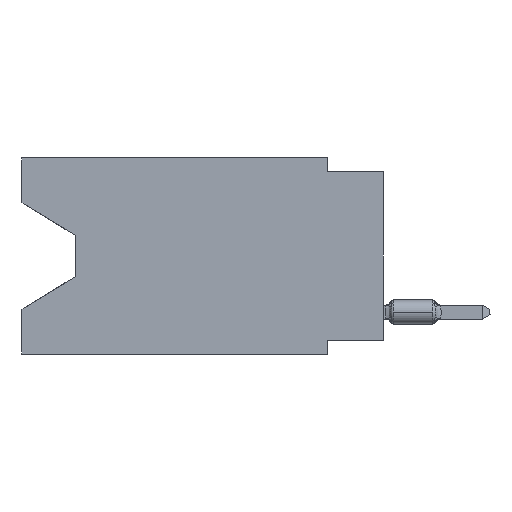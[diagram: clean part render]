
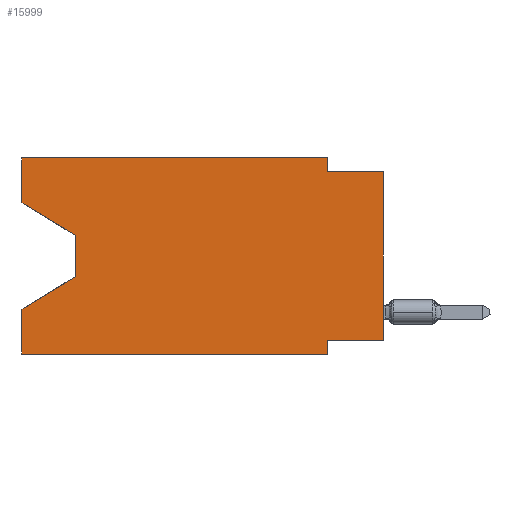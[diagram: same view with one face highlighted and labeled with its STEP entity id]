
A CAD part, left-side view. The second image highlights one B-rep face of the part: STEP entity #15999.
In plain terms, the highlighted planar face has unit normal (-1, 0, 0).
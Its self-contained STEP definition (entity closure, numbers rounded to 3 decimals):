
#416 = ORIENTED_EDGE ( 'NONE', *, *, #13359, .F. ) ;
#744 = EDGE_CURVE ( 'NONE', #4316, #21834, #20274, .T. ) ;
#994 = ORIENTED_EDGE ( 'NONE', *, *, #37781, .F. ) ;
#2626 = VERTEX_POINT ( 'NONE', #39996 ) ;
#3006 = CARTESIAN_POINT ( 'NONE',  ( 0., 0., 0. ) ) ;
#4316 = VERTEX_POINT ( 'NONE', #15804 ) ;
#4688 = CARTESIAN_POINT ( 'NONE',  ( 0., 2.54, 0. ) ) ;
#4747 = AXIS2_PLACEMENT_3D ( 'NONE', #17580, #45246, #14035 ) ;
#5283 = DIRECTION ( 'NONE',  ( 0., -0.855, -0.519 ) ) ;
#6419 = DIRECTION ( 'NONE',  ( 0., 0., 1. ) ) ;
#7013 = EDGE_CURVE ( 'NONE', #4316, #25218, #13530, .T. ) ;
#7635 = CARTESIAN_POINT ( 'NONE',  ( 0., 0., -8.255 ) ) ;
#8152 = VECTOR ( 'NONE', #6419, 1000. ) ;
#8246 = LINE ( 'NONE', #4688, #9145 ) ;
#8411 = CARTESIAN_POINT ( 'NONE',  ( 0., 16.383, 0. ) ) ;
#9145 = VECTOR ( 'NONE', #11319, 1000. ) ;
#9327 = CARTESIAN_POINT ( 'NONE',  ( 0., 16.383, -6.852 ) ) ;
#9490 = CARTESIAN_POINT ( 'NONE',  ( 0., 13.97, -3.505 ) ) ;
#10071 = VECTOR ( 'NONE', #40456, 1000. ) ;
#11319 = DIRECTION ( 'NONE',  ( 0., 0., -1. ) ) ;
#11438 = LINE ( 'NONE', #43298, #29557 ) ;
#11808 = CARTESIAN_POINT ( 'NONE',  ( 0., 16.383, 0. ) ) ;
#12723 = VERTEX_POINT ( 'NONE', #20718 ) ;
#12835 = EDGE_CURVE ( 'NONE', #17318, #2626, #35342, .T. ) ;
#13359 = EDGE_CURVE ( 'NONE', #14998, #2626, #11438, .T. ) ;
#13530 = LINE ( 'NONE', #42305, #8152 ) ;
#13991 = LINE ( 'NONE', #11808, #20228 ) ;
#14035 = DIRECTION ( 'NONE',  ( 0., 0., -1. ) ) ;
#14998 = VERTEX_POINT ( 'NONE', #36975 ) ;
#15547 = CARTESIAN_POINT ( 'NONE',  ( 0., 13.97, -3.505 ) ) ;
#15804 = CARTESIAN_POINT ( 'NONE',  ( 0., 16.383, -8.89 ) ) ;
#15999 = ADVANCED_FACE ( 'NONE', ( #41942 ), #38158, .F. ) ;
#16040 = CARTESIAN_POINT ( 'NONE',  ( 0., 16.383, -8.89 ) ) ;
#16569 = LINE ( 'NONE', #23630, #29939 ) ;
#16793 = CARTESIAN_POINT ( 'NONE',  ( 0., 2.54, -8.255 ) ) ;
#16860 = CARTESIAN_POINT ( 'NONE',  ( 0., 16.383, -2.038 ) ) ;
#17318 = VERTEX_POINT ( 'NONE', #42888 ) ;
#17396 = ORIENTED_EDGE ( 'NONE', *, *, #24483, .T. ) ;
#17412 = DIRECTION ( 'NONE',  ( 0., 0., 1. ) ) ;
#17580 = CARTESIAN_POINT ( 'NONE',  ( 0., 16.383, 0. ) ) ;
#17875 = VECTOR ( 'NONE', #5283, 1000. ) ;
#18681 = VECTOR ( 'NONE', #28385, 1000. ) ;
#20228 = VECTOR ( 'NONE', #37035, 1000. ) ;
#20274 = LINE ( 'NONE', #16040, #27381 ) ;
#20718 = CARTESIAN_POINT ( 'NONE',  ( 0., 13.97, -5.385 ) ) ;
#21650 = EDGE_CURVE ( 'NONE', #41116, #22625, #13991, .T. ) ;
#21834 = VERTEX_POINT ( 'NONE', #45962 ) ;
#22625 = VERTEX_POINT ( 'NONE', #26311 ) ;
#22642 = EDGE_CURVE ( 'NONE', #44340, #21834, #39243, .T. ) ;
#23630 = CARTESIAN_POINT ( 'NONE',  ( 0., 13.97, -5.385 ) ) ;
#23697 = LINE ( 'NONE', #16860, #17875 ) ;
#24150 = CARTESIAN_POINT ( 'NONE',  ( 0., 2.54, -8.89 ) ) ;
#24317 = VECTOR ( 'NONE', #17412, 1000. ) ;
#24483 = EDGE_CURVE ( 'NONE', #27014, #12723, #31211, .T. ) ;
#24559 = ORIENTED_EDGE ( 'NONE', *, *, #22642, .F. ) ;
#25218 = VERTEX_POINT ( 'NONE', #9327 ) ;
#25560 = VECTOR ( 'NONE', #34050, 1000. ) ;
#26311 = CARTESIAN_POINT ( 'NONE',  ( 0., 2.54, 0. ) ) ;
#26779 = VECTOR ( 'NONE', #43323, 1000. ) ;
#27014 = VERTEX_POINT ( 'NONE', #15547 ) ;
#27381 = VECTOR ( 'NONE', #34188, 1000. ) ;
#28385 = DIRECTION ( 'NONE',  ( 0., 0., -1. ) ) ;
#28916 = EDGE_CURVE ( 'NONE', #17318, #44340, #29125, .T. ) ;
#29125 = LINE ( 'NONE', #7635, #10071 ) ;
#29166 = LINE ( 'NONE', #40261, #26779 ) ;
#29557 = VECTOR ( 'NONE', #36682, 1000. ) ;
#29939 = VECTOR ( 'NONE', #41575, 1000. ) ;
#30252 = EDGE_CURVE ( 'NONE', #36919, #41116, #29166, .T. ) ;
#30490 = ORIENTED_EDGE ( 'NONE', *, *, #45026, .T. ) ;
#30965 = ORIENTED_EDGE ( 'NONE', *, *, #28916, .F. ) ;
#31211 = LINE ( 'NONE', #9490, #25560 ) ;
#31362 = ORIENTED_EDGE ( 'NONE', *, *, #30252, .F. ) ;
#32412 = CARTESIAN_POINT ( 'NONE',  ( 0., 16.383, -2.038 ) ) ;
#34050 = DIRECTION ( 'NONE',  ( 0., 0., -1. ) ) ;
#34188 = DIRECTION ( 'NONE',  ( 0., -1., 0. ) ) ;
#34944 = ORIENTED_EDGE ( 'NONE', *, *, #744, .T. ) ;
#35316 = ORIENTED_EDGE ( 'NONE', *, *, #7013, .F. ) ;
#35342 = LINE ( 'NONE', #3006, #24317 ) ;
#36682 = DIRECTION ( 'NONE',  ( 0., -1., 0. ) ) ;
#36903 = ORIENTED_EDGE ( 'NONE', *, *, #12835, .T. ) ;
#36919 = VERTEX_POINT ( 'NONE', #32412 ) ;
#36975 = CARTESIAN_POINT ( 'NONE',  ( 0., 2.54, -0.635 ) ) ;
#37035 = DIRECTION ( 'NONE',  ( 0., -1., 0. ) ) ;
#37781 = EDGE_CURVE ( 'NONE', #22625, #14998, #8246, .T. ) ;
#38092 = ORIENTED_EDGE ( 'NONE', *, *, #21650, .F. ) ;
#38158 = PLANE ( 'NONE',  #4747 ) ;
#39034 = EDGE_LOOP ( 'NONE', ( #30490, #17396, #43658, #35316, #34944, #24559, #30965, #36903, #416, #994, #38092, #31362 ) ) ;
#39243 = LINE ( 'NONE', #24150, #18681 ) ;
#39996 = CARTESIAN_POINT ( 'NONE',  ( 0., 0., -0.635 ) ) ;
#40261 = CARTESIAN_POINT ( 'NONE',  ( 0., 16.383, 0. ) ) ;
#40456 = DIRECTION ( 'NONE',  ( 0., 1., 0. ) ) ;
#41116 = VERTEX_POINT ( 'NONE', #8411 ) ;
#41575 = DIRECTION ( 'NONE',  ( 0., 0.855, -0.519 ) ) ;
#41942 = FACE_OUTER_BOUND ( 'NONE', #39034, .T. ) ;
#42305 = CARTESIAN_POINT ( 'NONE',  ( 0., 16.383, 0. ) ) ;
#42888 = CARTESIAN_POINT ( 'NONE',  ( 0., 0., -8.255 ) ) ;
#43298 = CARTESIAN_POINT ( 'NONE',  ( 0., 0., -0.635 ) ) ;
#43323 = DIRECTION ( 'NONE',  ( 0., 0., 1. ) ) ;
#43658 = ORIENTED_EDGE ( 'NONE', *, *, #44321, .T. ) ;
#44321 = EDGE_CURVE ( 'NONE', #12723, #25218, #16569, .T. ) ;
#44340 = VERTEX_POINT ( 'NONE', #16793 ) ;
#45026 = EDGE_CURVE ( 'NONE', #36919, #27014, #23697, .T. ) ;
#45246 = DIRECTION ( 'NONE',  ( 1., 0., 0. ) ) ;
#45962 = CARTESIAN_POINT ( 'NONE',  ( 0., 2.54, -8.89 ) ) ;
